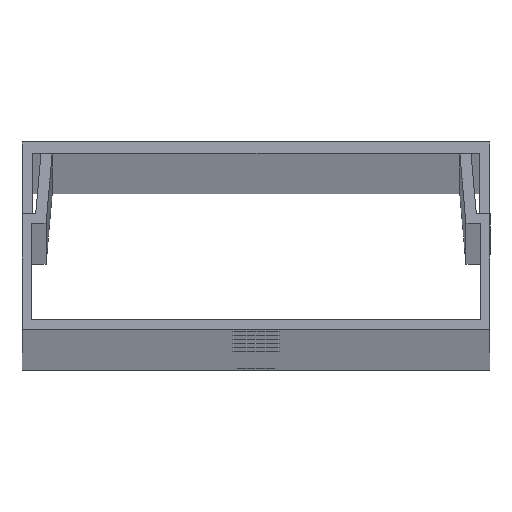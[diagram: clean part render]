
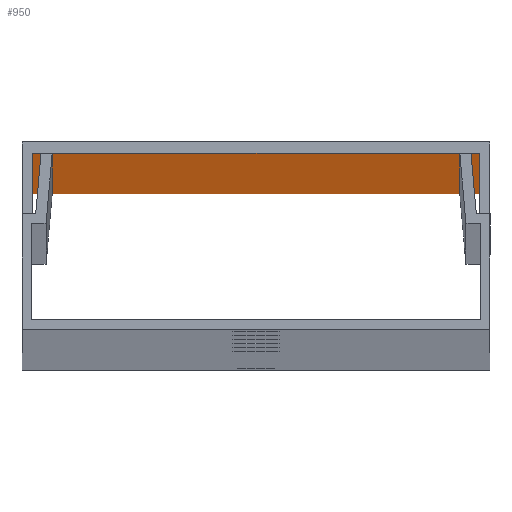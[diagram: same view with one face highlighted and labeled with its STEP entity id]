
A CAD part, top view. The second image highlights one B-rep face of the part: STEP entity #950.
In plain terms, the highlighted planar face has unit normal (0, -1, 0).
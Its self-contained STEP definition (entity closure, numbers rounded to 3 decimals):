
#4 = DIRECTION ( 'NONE',  ( 0., 1., 0. ) ) ;
#85 = VERTEX_POINT ( 'NONE', #735 ) ;
#173 = CARTESIAN_POINT ( 'NONE',  ( -19.087, 15.045, -1000. ) ) ;
#190 = DIRECTION ( 'NONE',  ( 0., 0., 1. ) ) ;
#196 = LINE ( 'NONE', #707, #207 ) ;
#207 = VECTOR ( 'NONE', #839, 1000. ) ;
#214 = AXIS2_PLACEMENT_3D ( 'NONE', #818, #4, #949 ) ;
#225 = VECTOR ( 'NONE', #402, 1000. ) ;
#230 = FACE_OUTER_BOUND ( 'NONE', #852, .T. ) ;
#233 = LINE ( 'NONE', #1203, #225 ) ;
#258 = CARTESIAN_POINT ( 'NONE',  ( 0., 15.045, -1000. ) ) ;
#388 = EDGE_CURVE ( 'NONE', #1332, #1225, #527, .T. ) ;
#402 = DIRECTION ( 'NONE',  ( 0., 0., -1. ) ) ;
#403 = LINE ( 'NONE', #1406, #1557 ) ;
#516 = VECTOR ( 'NONE', #825, 1000. ) ;
#527 = LINE ( 'NONE', #258, #516 ) ;
#693 = CARTESIAN_POINT ( 'NONE',  ( 19.087, 15.045, 1000. ) ) ;
#707 = CARTESIAN_POINT ( 'NONE',  ( 0., 15.045, 1000. ) ) ;
#735 = CARTESIAN_POINT ( 'NONE',  ( -19.087, 15.045, 1000. ) ) ;
#818 = CARTESIAN_POINT ( 'NONE',  ( 0., 15.045, 1000. ) ) ;
#825 = DIRECTION ( 'NONE',  ( 1., 0., 0. ) ) ;
#839 = DIRECTION ( 'NONE',  ( 1., 0., 0. ) ) ;
#852 = EDGE_LOOP ( 'NONE', ( #1318, #1314, #1185, #1158 ) ) ;
#931 = EDGE_CURVE ( 'NONE', #1382, #1225, #233, .T. ) ;
#949 = DIRECTION ( 'NONE',  ( 0., 0., 1. ) ) ;
#950 = ADVANCED_FACE ( 'NONE', ( #230 ), #1615, .F. ) ;
#959 = CARTESIAN_POINT ( 'NONE',  ( 19.087, 15.045, -1000. ) ) ;
#989 = EDGE_CURVE ( 'NONE', #85, #1382, #196, .T. ) ;
#1158 = ORIENTED_EDGE ( 'NONE', *, *, #388, .T. ) ;
#1185 = ORIENTED_EDGE ( 'NONE', *, *, #1604, .F. ) ;
#1203 = CARTESIAN_POINT ( 'NONE',  ( 19.087, 15.045, 1000. ) ) ;
#1225 = VERTEX_POINT ( 'NONE', #959 ) ;
#1314 = ORIENTED_EDGE ( 'NONE', *, *, #989, .F. ) ;
#1318 = ORIENTED_EDGE ( 'NONE', *, *, #931, .F. ) ;
#1332 = VERTEX_POINT ( 'NONE', #173 ) ;
#1382 = VERTEX_POINT ( 'NONE', #693 ) ;
#1406 = CARTESIAN_POINT ( 'NONE',  ( -19.087, 15.045, 1000. ) ) ;
#1557 = VECTOR ( 'NONE', #190, 1000. ) ;
#1604 = EDGE_CURVE ( 'NONE', #1332, #85, #403, .T. ) ;
#1615 = PLANE ( 'NONE',  #214 ) ;
